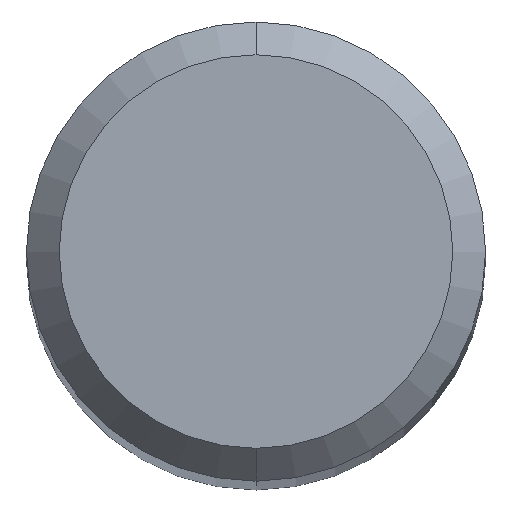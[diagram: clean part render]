
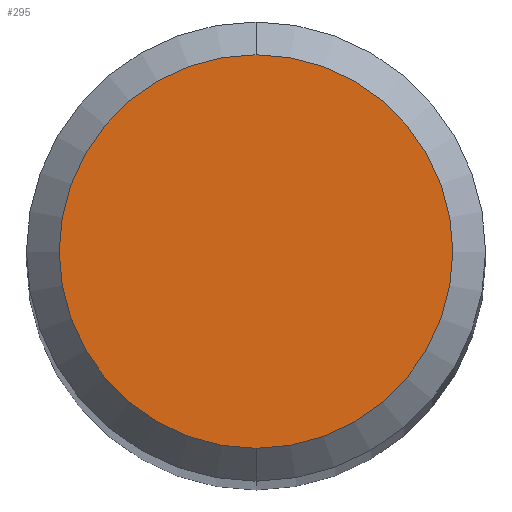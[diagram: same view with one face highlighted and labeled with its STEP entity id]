
A CAD part, top view. The second image highlights one B-rep face of the part: STEP entity #295.
In plain terms, the highlighted planar face has unit normal (0, 0, 1).
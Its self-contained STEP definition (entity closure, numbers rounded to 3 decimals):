
#155=EDGE_CURVE('',#171,#281,#373,.T.);
#171=VERTEX_POINT('',#391);
#193=EDGE_CURVE('',#281,#171,#416,.T.);
#281=VERTEX_POINT('',#511);
#295=ADVANCED_FACE('',(#528),#529,.T.);
#373=CIRCLE('',#620,1.2);
#391=CARTESIAN_POINT('',(0.,-1.2,0.0));
#416=CIRCLE('',#673,1.2);
#511=CARTESIAN_POINT('',(0.0,1.2,0.0));
#528=FACE_OUTER_BOUND('',#820,.T.);
#529=PLANE('',#821);
#620=AXIS2_PLACEMENT_3D('',#903,#904,#905);
#673=AXIS2_PLACEMENT_3D('',#958,#959,#960);
#820=EDGE_LOOP('',(#1091,#1092));
#821=AXIS2_PLACEMENT_3D('',#1093,#1094,#1095);
#903=CARTESIAN_POINT('',(0.0,0.0,0.0));
#904=DIRECTION('',(0.0,0.0,-1.0));
#905=DIRECTION('',(0.0,1.0,0.0));
#958=CARTESIAN_POINT('',(0.0,0.0,0.0));
#959=DIRECTION('',(0.0,0.0,-1.0));
#960=DIRECTION('',(0.0,1.0,0.0));
#1091=ORIENTED_EDGE('',*,*,#193,.F.);
#1092=ORIENTED_EDGE('',*,*,#155,.F.);
#1093=CARTESIAN_POINT('',(0.0,0.6,0.0));
#1094=DIRECTION('',(-0.0,0.0,1.0));
#1095=DIRECTION('',(0.0,-1.0,0.0));
